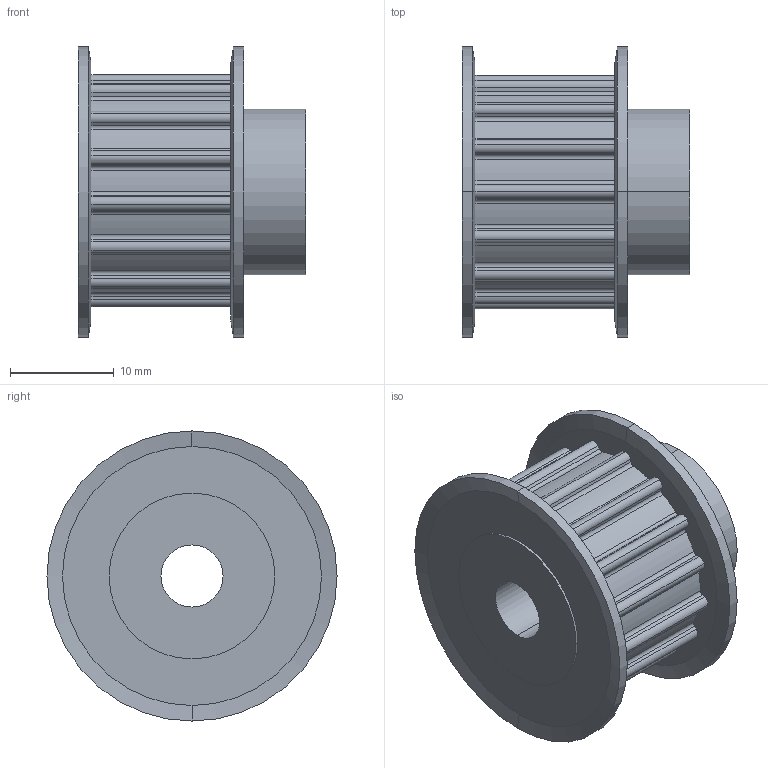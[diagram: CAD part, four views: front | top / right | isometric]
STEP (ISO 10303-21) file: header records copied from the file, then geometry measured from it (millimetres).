
FILE_DESCRIPTION(('STEP AP214'),'1');
FILE_NAME('cctmp_6A1BA5A6-55AB-4F47-9E20-C957767D9D05_2021_1_7_11_26_10_585..stp','2021-01-07T10:26:10',('Mulco-Europe EWIV'),('CADClick - www.CADClick.com'),'Spatial InterOp 3D',' ','unknown authorization');
FILE_SCHEMA(('AUTOMOTIVE_DESIGN'));
Length unit declared in the file: millimetre
Products named in the file (1): 2021_01_07__11-26-10-570
Bounding box: 22 x 28 x 28 mm (x, y, z)
Volume: 6636.4 mm3; surface area: 3761.8 mm2
Topology: 1 solids, 1 shells, 129 faces, 361 edges, 238 vertices
Faces by surface type: cylinder 85, plane 36, cone 8
Entity records: 5289 total; most frequent: DIRECTION 799, CARTESIAN_POINT 729, ORIENTED_EDGE 722, EDGE_CURVE 361, AXIS2_PLACEMENT_3D 308, VERTEX_POINT 238, LINE 183, VECTOR 183
